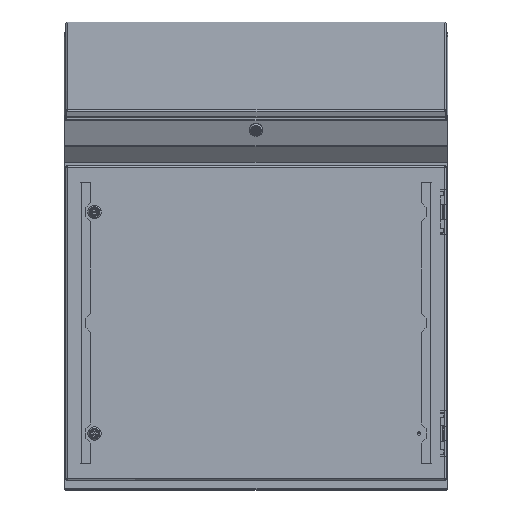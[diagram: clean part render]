
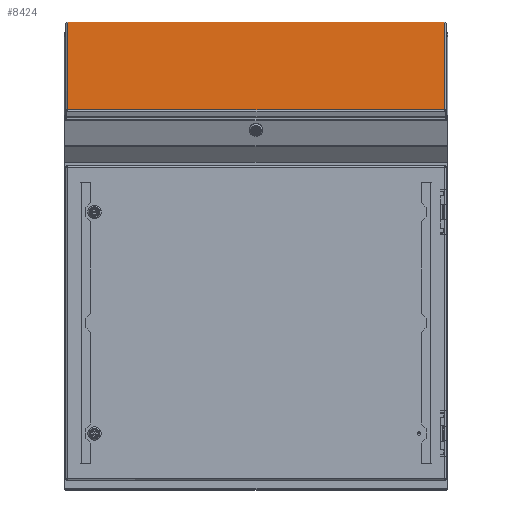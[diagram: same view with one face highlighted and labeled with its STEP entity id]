
A CAD part, top view. The second image highlights one B-rep face of the part: STEP entity #8424.
In plain terms, the highlighted face is planar.
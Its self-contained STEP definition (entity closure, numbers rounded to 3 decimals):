
#1226 = EDGE_CURVE ( 'NONE', #4845, #99351, #102483, .T. ) ;
#4845 = VERTEX_POINT ( 'NONE', #65605 ) ;
#6824 = VECTOR ( 'NONE', #92580, 1000. ) ;
#8424 = ADVANCED_FACE ( 'NONE', ( #81957 ), #71694, .F. ) ;
#15326 = CARTESIAN_POINT ( 'NONE',  ( -393., 0., 255.5 ) ) ;
#18078 = ORIENTED_EDGE ( 'NONE', *, *, #97556, .T. ) ;
#23401 = DIRECTION ( 'NONE',  ( 0., -1., 0. ) ) ;
#35903 = CARTESIAN_POINT ( 'NONE',  ( 393., 0., 257.146 ) ) ;
#36807 = LINE ( 'NONE', #112798, #103707 ) ;
#40985 = LINE ( 'NONE', #54359, #6824 ) ;
#43106 = EDGE_CURVE ( 'NONE', #99351, #71358, #40985, .T. ) ;
#51679 = DIRECTION ( 'NONE',  ( 0., 0., -1. ) ) ;
#54359 = CARTESIAN_POINT ( 'NONE',  ( 393., 0., -255.5 ) ) ;
#54656 = DIRECTION ( 'NONE',  ( 0., 0., -1. ) ) ;
#56597 = ORIENTED_EDGE ( 'NONE', *, *, #1226, .T. ) ;
#64304 = CARTESIAN_POINT ( 'NONE',  ( -393., 0., -255.5 ) ) ;
#65605 = CARTESIAN_POINT ( 'NONE',  ( 393., 0., 255.5 ) ) ;
#71358 = VERTEX_POINT ( 'NONE', #64304 ) ;
#71694 = PLANE ( 'NONE',  #113287 ) ;
#72076 = EDGE_LOOP ( 'NONE', ( #112010, #80171, #18078, #56597 ) ) ;
#72826 = VECTOR ( 'NONE', #54656, 1000. ) ;
#74982 = DIRECTION ( 'NONE',  ( 1., 0., 0. ) ) ;
#80171 = ORIENTED_EDGE ( 'NONE', *, *, #97318, .T. ) ;
#80871 = CARTESIAN_POINT ( 'NONE',  ( 397., 0., -259.5 ) ) ;
#80900 = CARTESIAN_POINT ( 'NONE',  ( -393., 0., -259.5 ) ) ;
#81957 = FACE_OUTER_BOUND ( 'NONE', #72076, .T. ) ;
#92553 = CARTESIAN_POINT ( 'NONE',  ( 393., 0., -255.5 ) ) ;
#92580 = DIRECTION ( 'NONE',  ( -1., 0., 0. ) ) ;
#97318 = EDGE_CURVE ( 'NONE', #71358, #108600, #115738, .T. ) ;
#97556 = EDGE_CURVE ( 'NONE', #108600, #4845, #36807, .T. ) ;
#99351 = VERTEX_POINT ( 'NONE', #92553 ) ;
#102483 = LINE ( 'NONE', #35903, #72826 ) ;
#103707 = VECTOR ( 'NONE', #74982, 1000. ) ;
#106789 = VECTOR ( 'NONE', #109540, 1000. ) ;
#108600 = VERTEX_POINT ( 'NONE', #15326 ) ;
#109540 = DIRECTION ( 'NONE',  ( 0., 0., 1. ) ) ;
#112010 = ORIENTED_EDGE ( 'NONE', *, *, #43106, .T. ) ;
#112798 = CARTESIAN_POINT ( 'NONE',  ( -394.646, 0., 255.5 ) ) ;
#113287 = AXIS2_PLACEMENT_3D ( 'NONE', #80871, #23401, #51679 ) ;
#115738 = LINE ( 'NONE', #80900, #106789 ) ;
